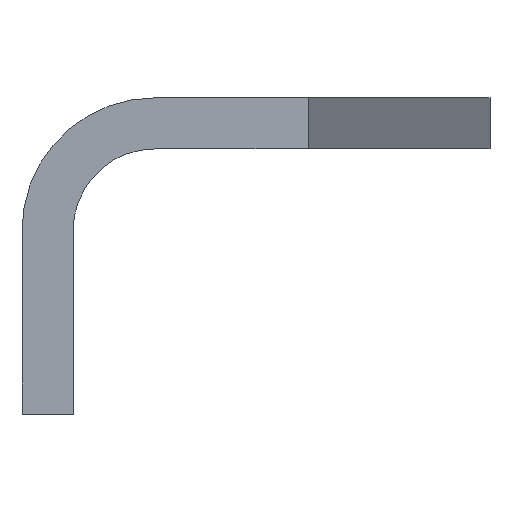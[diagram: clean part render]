
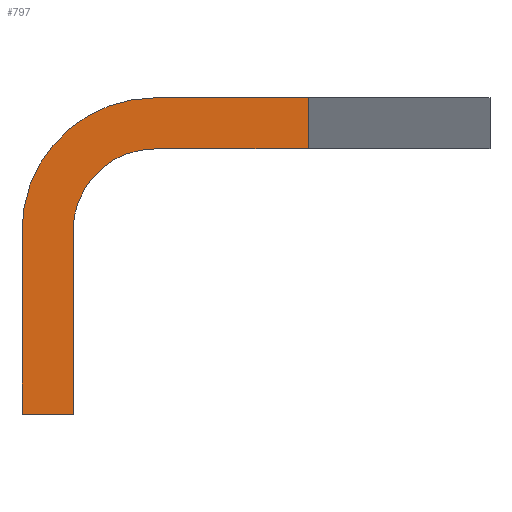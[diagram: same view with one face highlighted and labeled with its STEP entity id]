
A CAD part, front view. The second image highlights one B-rep face of the part: STEP entity #797.
In plain terms, the highlighted planar face has unit normal (0, -1, 0).
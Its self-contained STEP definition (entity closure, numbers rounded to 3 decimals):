
#76=DIRECTION('',(0.,0.,1.));
#77=VECTOR('',#76,10.79);
#78=CARTESIAN_POINT('',(29.736,-41.697,-116.322));
#79=LINE('',#78,#77);
#269=DIRECTION('',(-1.,0.,0.));
#270=VECTOR('',#269,3.);
#271=CARTESIAN_POINT('',(32.736,-41.697,-116.322));
#272=LINE('',#271,#270);
#283=CARTESIAN_POINT('',(37.512,-41.697,-105.532));
#284=DIRECTION('',(0.,1.,0.));
#285=DIRECTION('',(-1.,0.,0.));
#286=AXIS2_PLACEMENT_3D('',#283,#284,#285);
#291=DIRECTION('',(0.,0.,1.));
#292=VECTOR('',#291,10.79);
#293=CARTESIAN_POINT('',(32.736,-41.697,-116.322));
#294=LINE('',#293,#292);
#298=CARTESIAN_POINT('',(37.512,-41.697,-105.532));
#299=DIRECTION('',(0.,-1.,0.));
#300=DIRECTION('',(0.,0.,1.));
#301=AXIS2_PLACEMENT_3D('',#298,#299,#300);
#306=DIRECTION('',(1.,0.,0.));
#307=VECTOR('',#306,9.03);
#308=CARTESIAN_POINT('',(37.512,-41.697,-100.757));
#309=LINE('',#308,#307);
#399=DIRECTION('',(1.,0.,0.));
#400=VECTOR('',#399,9.03);
#401=CARTESIAN_POINT('',(37.512,-41.697,-97.757));
#402=LINE('',#401,#400);
#413=DIRECTION('',(0.,0.,-1.));
#414=VECTOR('',#413,3.);
#415=CARTESIAN_POINT('',(46.542,-41.697,-97.757));
#416=LINE('',#415,#414);
#496=CARTESIAN_POINT('',(46.542,-41.697,-100.757));
#498=VERTEX_POINT('',#496);
#513=CARTESIAN_POINT('',(32.736,-41.697,-105.532));
#514=CARTESIAN_POINT('',(37.512,-41.697,-100.757));
#515=VERTEX_POINT('',#513);
#516=VERTEX_POINT('',#514);
#520=CARTESIAN_POINT('',(32.736,-41.697,-116.322));
#522=VERTEX_POINT('',#520);
#537=CARTESIAN_POINT('',(37.512,-41.697,-97.757));
#538=CARTESIAN_POINT('',(29.736,-41.697,-105.532));
#539=VERTEX_POINT('',#537);
#540=VERTEX_POINT('',#538);
#547=CARTESIAN_POINT('',(46.542,-41.697,-97.757));
#549=VERTEX_POINT('',#547);
#552=CARTESIAN_POINT('',(29.736,-41.697,-116.322));
#554=VERTEX_POINT('',#552);
#776=CARTESIAN_POINT('',(37.512,-41.697,-105.532));
#777=DIRECTION('',(0.,-1.,0.));
#778=DIRECTION('',(0.,0.,-1.));
#779=AXIS2_PLACEMENT_3D('',#776,#777,#778);
#780=PLANE('',#779);
#782=ORIENTED_EDGE('',*,*,#781,.F.);
#784=ORIENTED_EDGE('',*,*,#783,.F.);
#785=ORIENTED_EDGE('',*,*,#769,.T.);
#786=ORIENTED_EDGE('',*,*,#580,.T.);
#788=ORIENTED_EDGE('',*,*,#787,.F.);
#790=ORIENTED_EDGE('',*,*,#789,.T.);
#792=ORIENTED_EDGE('',*,*,#791,.T.);
#794=ORIENTED_EDGE('',*,*,#793,.F.);
#795=EDGE_LOOP('',(#782,#784,#785,#786,#788,#790,#792,#794));
#796=FACE_OUTER_BOUND('',#795,.F.);
#287=CIRCLE('',#286,4.775);
#302=CIRCLE('',#301,7.775);
#580=EDGE_CURVE('',#554,#540,#79,.T.);
#769=EDGE_CURVE('',#522,#554,#272,.T.);
#781=EDGE_CURVE('',#515,#516,#287,.T.);
#783=EDGE_CURVE('',#522,#515,#294,.T.);
#787=EDGE_CURVE('',#539,#540,#302,.T.);
#789=EDGE_CURVE('',#539,#549,#402,.T.);
#791=EDGE_CURVE('',#549,#498,#416,.T.);
#793=EDGE_CURVE('',#516,#498,#309,.T.);
#797=ADVANCED_FACE('',(#796),#780,.T.);
